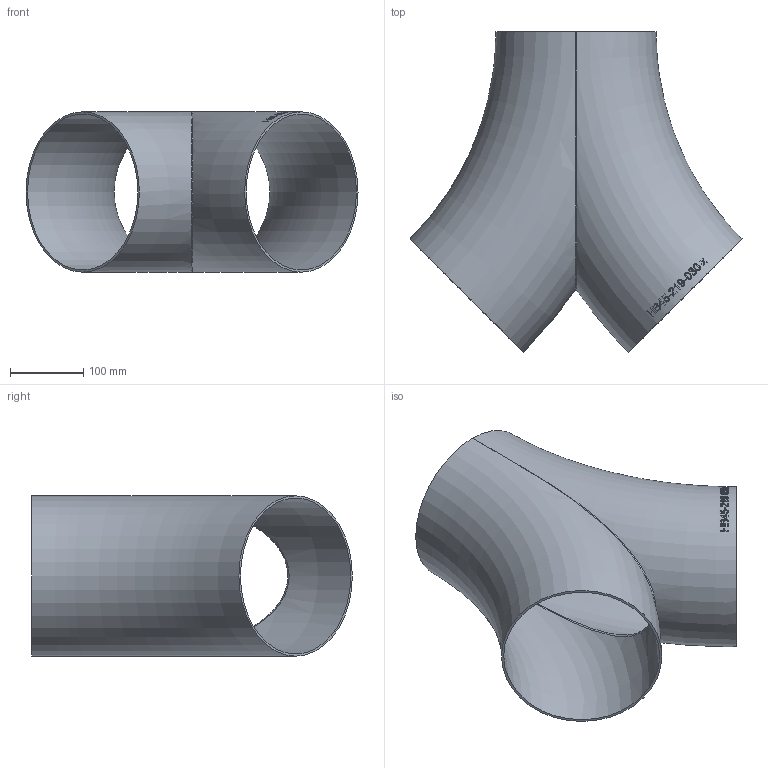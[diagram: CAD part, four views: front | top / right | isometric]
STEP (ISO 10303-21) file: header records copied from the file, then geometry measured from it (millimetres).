
FILE_DESCRIPTION (( 'STEP AP214' ), '1' );
FILE_NAME ('HB45-219-030-x Hosenbogen 45° 2006.STEP', '2020-05-29T10:24:20', ( '' ), ( '' ), 'SwSTEP 2.0', 'SolidWorks 2019', '' );
FILE_SCHEMA (( 'AUTOMOTIVE_DESIGN' ));
Length unit declared in the file: millimetre
Products named in the file (1): HB45-219-030-x Hosenbogen 45° 2006
Bounding box: 453.68 x 438.09 x 219.1 mm (x, y, z)
Volume: 1072798.9 mm3; surface area: 719622.6 mm2
Topology: 1 solids, 1 shells, 188 faces, 502 edges, 330 vertices
Faces by surface type: bspline 161, torus 24, plane 3
Entity records: 32028 total; most frequent: CARTESIAN_POINT 26893, ORIENTED_EDGE 978, EDGE_CURVE 489, B_SPLINE_CURVE_WITH_KNOTS 481, VERTEX_POINT 326, EDGE_LOOP 215, FACE_OUTER_BOUND 192, ADVANCED_FACE 188
